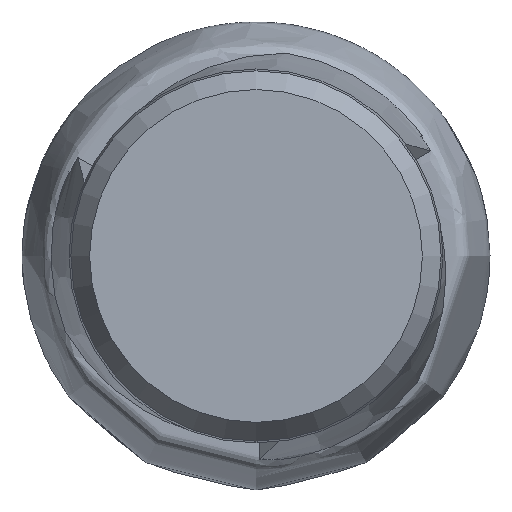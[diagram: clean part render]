
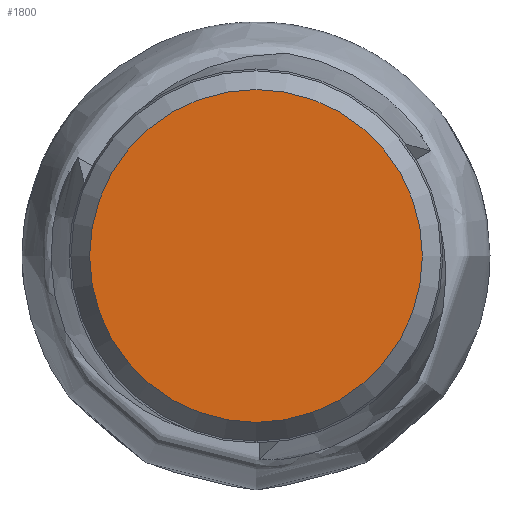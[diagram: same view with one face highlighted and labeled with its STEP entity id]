
A CAD part, left-side view. The second image highlights one B-rep face of the part: STEP entity #1800.
In plain terms, the highlighted planar face has unit normal (-1, 0, 0).
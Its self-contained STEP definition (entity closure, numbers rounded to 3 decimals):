
#131 = EDGE_LOOP ( 'NONE', ( #370 ) ) ;
#132 = DIRECTION ( 'NONE',  ( -1., 0., 0. ) ) ;
#370 = ORIENTED_EDGE ( 'NONE', *, *, #1599, .F. ) ;
#430 = FACE_OUTER_BOUND ( 'NONE', #131, .T. ) ;
#595 = CARTESIAN_POINT ( 'NONE',  ( -169.05, 0., 0. ) ) ;
#901 = DIRECTION ( 'NONE',  ( 0., 0., -1. ) ) ;
#1599 = EDGE_CURVE ( 'NONE', #2612, #2612, #2650, .T. ) ;
#1800 = ADVANCED_FACE ( 'Fl�che10', ( #430 ), #2868, .T. ) ;
#2073 = CARTESIAN_POINT ( 'NONE',  ( -169.05, 0., -8.9 ) ) ;
#2086 = AXIS2_PLACEMENT_3D ( 'NONE', #595, #2730, #901 ) ;
#2253 = CARTESIAN_POINT ( 'NONE',  ( -169.05, 8.9, 0. ) ) ;
#2612 = VERTEX_POINT ( 'NONE', #2073 ) ;
#2650 = CIRCLE ( 'NONE', #2086, 8.9 ) ;
#2730 = DIRECTION ( 'NONE',  ( 1., 0., 0. ) ) ;
#2868 = PLANE ( 'NONE',  #3316 ) ;
#3172 = DIRECTION ( 'NONE',  ( 0., 0., 1. ) ) ;
#3316 = AXIS2_PLACEMENT_3D ( 'NONE', #2253, #132, #3172 ) ;
